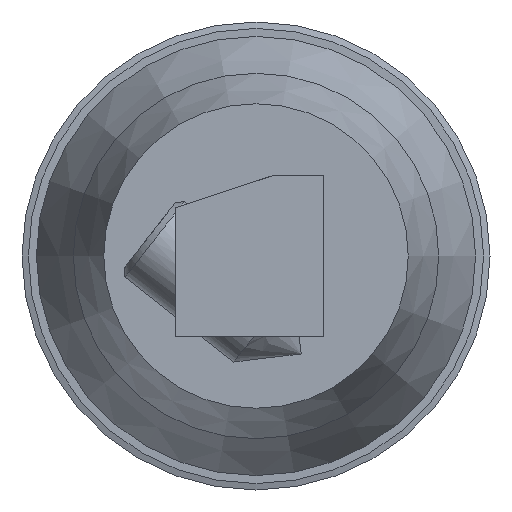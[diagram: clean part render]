
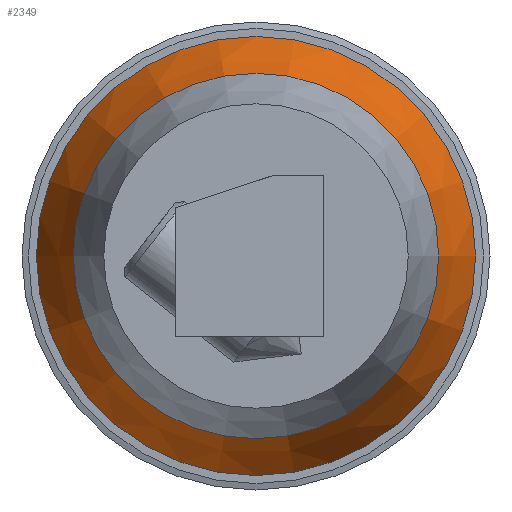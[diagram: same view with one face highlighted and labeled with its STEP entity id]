
A CAD part, left-side view. The second image highlights one B-rep face of the part: STEP entity #2349.
In plain terms, the highlighted conical face has half-angle 22.442 degrees and reference radius 5.825 mm.
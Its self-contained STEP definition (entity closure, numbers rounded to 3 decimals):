
#2315=CARTESIAN_POINT('',(9.7,4.8,0.0));
#2316=VERTEX_POINT('',#2315);
#2317=CARTESIAN_POINT('',(9.7,0.0,0.0));
#2318=DIRECTION('',(1.0,0.0,0.0));
#2319=DIRECTION('',(0.0,1.0,0.0));
#2320=AXIS2_PLACEMENT_3D('',#2317,#2318,#2319);
#2321=CIRCLE('',#2320,4.8);
#2322=EDGE_CURVE('',#2316,#2316,#2321,.T.);
#2330=CARTESIAN_POINT('',(12.182,0.0,0.0));
#2331=DIRECTION('',(1.0,0.0,0.0));
#2332=DIRECTION('',(0.0,1.0,0.0));
#2333=AXIS2_PLACEMENT_3D('',#2330,#2331,#2332);
#2334=CONICAL_SURFACE('',#2333,5.825,22.442);
#2335=CARTESIAN_POINT('',(14.663,6.85,0.0));
#2336=VERTEX_POINT('',#2335);
#2337=CARTESIAN_POINT('',(14.663,0.0,0.0));
#2338=DIRECTION('',(1.0,0.0,0.0));
#2339=DIRECTION('',(0.0,1.0,0.0));
#2340=AXIS2_PLACEMENT_3D('',#2337,#2338,#2339);
#2341=CIRCLE('',#2340,6.85);
#2342=EDGE_CURVE('',#2336,#2336,#2341,.T.);
#2343=ORIENTED_EDGE('',*,*,#2342,.F.);
#2344=EDGE_LOOP('',(#2343));
#2345=FACE_OUTER_BOUND('',#2344,.T.);
#2346=ORIENTED_EDGE('',*,*,#2322,.T.);
#2347=EDGE_LOOP('',(#2346));
#2348=FACE_BOUND('',#2347,.T.);
#2349=ADVANCED_FACE('',(#2345,#2348),#2334,.T.);
